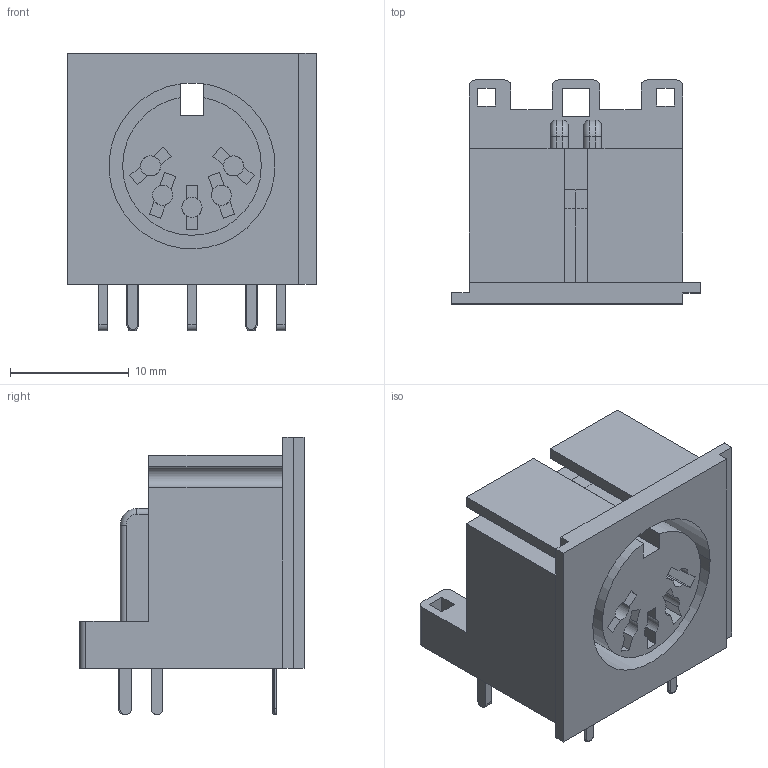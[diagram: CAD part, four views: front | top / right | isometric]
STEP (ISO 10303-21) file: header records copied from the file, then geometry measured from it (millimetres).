
FILE_DESCRIPTION(('FreeCAD Model'),'2;1');
FILE_NAME( 'din-5-jack.step', '2020-09-29T17:24:45',('Author'),(''), 'Open CASCADE STEP processor 7.3','FreeCAD','Unknown');
FILE_SCHEMA(('AUTOMOTIVE_DESIGN { 1 0 10303 214 1 1 1 1 }'));
Length unit declared in the file: millimetre
Products named in the file (8): Body; front-pin2; Body003; front-pin1; Body006; Body004; Body005; Body007
Bounding box: 21 x 18.9 x 23.4 mm (x, y, z)
Volume: 3922.8 mm3; surface area: 3604.7 mm2
Topology: 8 solids, 8 shells, 227 faces, 579 edges, 372 vertices
Faces by surface type: plane 159, cylinder 56, torus 12
Full cylindrical faces by diameter (mm): 1.7 x5
Entity records: 14470 total; most frequent: CARTESIAN_POINT 2819, DIRECTION 2109, LINE 1313, VECTOR 1313, ORIENTED_EDGE 1160, PCURVE 1158, DEFINITIONAL_REPRESENTATION 1158, EDGE_CURVE 579
